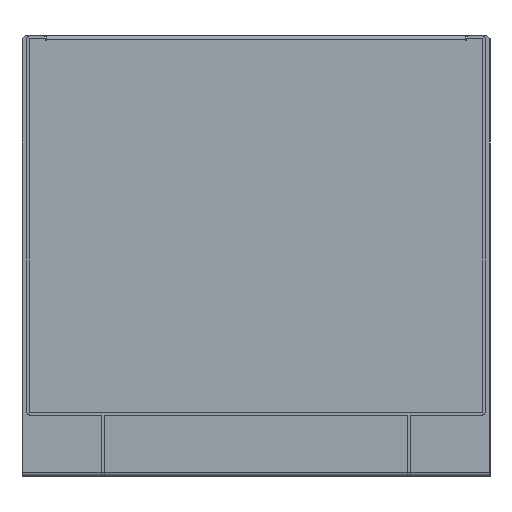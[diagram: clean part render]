
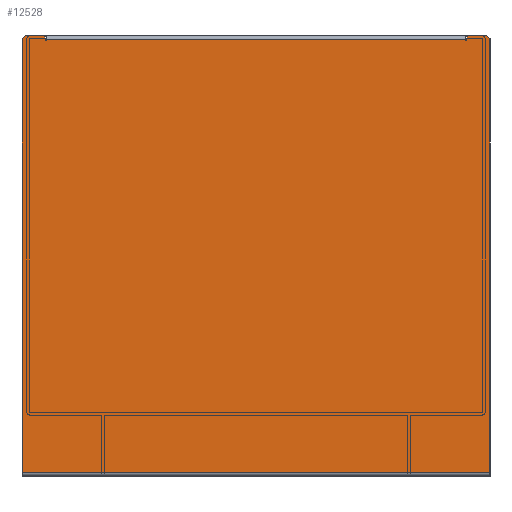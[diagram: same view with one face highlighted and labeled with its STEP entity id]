
A CAD part, left-side view. The second image highlights one B-rep face of the part: STEP entity #12528.
In plain terms, the highlighted planar face has unit normal (-1, 0, 0).
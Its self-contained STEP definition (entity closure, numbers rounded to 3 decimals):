
#796=ORIENTED_EDGE('',*,*,#3017,.T.);
#797=ORIENTED_EDGE('',*,*,#3018,.T.);
#798=ORIENTED_EDGE('',*,*,#3019,.T.);
#799=ORIENTED_EDGE('',*,*,#3020,.T.);
#800=ORIENTED_EDGE('',*,*,#3021,.T.);
#801=ORIENTED_EDGE('',*,*,#3022,.T.);
#802=ORIENTED_EDGE('',*,*,#3023,.T.);
#803=ORIENTED_EDGE('',*,*,#3024,.F.);
#804=ORIENTED_EDGE('',*,*,#3025,.F.);
#805=ORIENTED_EDGE('',*,*,#3026,.F.);
#806=ORIENTED_EDGE('',*,*,#3027,.T.);
#807=ORIENTED_EDGE('',*,*,#3028,.F.);
#808=ORIENTED_EDGE('',*,*,#3029,.F.);
#809=ORIENTED_EDGE('',*,*,#3030,.F.);
#3017=EDGE_CURVE('',#4141,#4142,#4924,.T.);
#3018=EDGE_CURVE('',#4142,#4143,#4925,.T.);
#3019=EDGE_CURVE('',#4143,#4144,#4926,.T.);
#3020=EDGE_CURVE('',#4144,#4145,#4927,.T.);
#3021=EDGE_CURVE('',#4145,#4146,#4928,.T.);
#3022=EDGE_CURVE('',#4146,#4147,#4929,.T.);
#3023=EDGE_CURVE('',#4147,#4148,#4930,.T.);
#3024=EDGE_CURVE('',#4149,#4148,#4931,.T.);
#3025=EDGE_CURVE('',#4150,#4149,#4932,.T.);
#3026=EDGE_CURVE('',#4151,#4150,#4933,.T.);
#3027=EDGE_CURVE('',#4151,#4152,#4934,.T.);
#3028=EDGE_CURVE('',#4153,#4152,#4935,.T.);
#3029=EDGE_CURVE('',#4154,#4153,#4936,.T.);
#3030=EDGE_CURVE('',#4141,#4154,#4937,.T.);
#4141=VERTEX_POINT('',#16813);
#4142=VERTEX_POINT('',#16814);
#4143=VERTEX_POINT('',#16816);
#4144=VERTEX_POINT('',#16818);
#4145=VERTEX_POINT('',#16820);
#4146=VERTEX_POINT('',#16822);
#4147=VERTEX_POINT('',#16824);
#4148=VERTEX_POINT('',#16826);
#4149=VERTEX_POINT('',#16828);
#4150=VERTEX_POINT('',#16830);
#4151=VERTEX_POINT('',#16832);
#4152=VERTEX_POINT('',#16834);
#4153=VERTEX_POINT('',#16836);
#4154=VERTEX_POINT('',#16838);
#4924=LINE('',#16812,#5968);
#4925=LINE('',#16815,#5969);
#4926=LINE('',#16817,#5970);
#4927=LINE('',#16819,#5971);
#4928=LINE('',#16821,#5972);
#4929=LINE('',#16823,#5973);
#4930=LINE('',#16825,#5974);
#4931=LINE('',#16827,#5975);
#4932=LINE('',#16829,#5976);
#4933=LINE('',#16831,#5977);
#4934=LINE('',#16833,#5978);
#4935=LINE('',#16835,#5979);
#4936=LINE('',#16837,#5980);
#4937=LINE('',#16839,#5981);
#5968=VECTOR('',#14284,1000.);
#5969=VECTOR('',#14285,1000.);
#5970=VECTOR('',#14286,1000.);
#5971=VECTOR('',#14287,1000.);
#5972=VECTOR('',#14288,1000.);
#5973=VECTOR('',#14289,1000.);
#5974=VECTOR('',#14290,1000.);
#5975=VECTOR('',#14291,1000.);
#5976=VECTOR('',#14292,1000.);
#5977=VECTOR('',#14293,1000.);
#5978=VECTOR('',#14294,1000.);
#5979=VECTOR('',#14295,1000.);
#5980=VECTOR('',#14296,1000.);
#5981=VECTOR('',#14297,1000.);
#6906=EDGE_LOOP('',(#796,#797,#798,#799,#800,#801,#802,#803,#804,#805,#806,
#807,#808,#809));
#7572=FACE_BOUND('',#6906,.T.);
#8190=PLANE('',#13140);
#12528=ADVANCED_FACE('',(#7572),#8190,.F.);
#13140=AXIS2_PLACEMENT_3D('',#16811,#14282,#14283);
#14282=DIRECTION('',(1.,0.,0.));
#14283=DIRECTION('',(0.,0.,-1.));
#14284=DIRECTION('',(0.,1.,0.));
#14285=DIRECTION('',(0.,0.707,-0.707));
#14286=DIRECTION('',(0.,0.,-1.));
#14287=DIRECTION('',(0.,-1.,0.));
#14288=DIRECTION('',(0.,0.,1.));
#14289=DIRECTION('',(0.,0.707,0.707));
#14290=DIRECTION('',(0.,1.,0.));
#14291=DIRECTION('',(0.,0.,1.));
#14292=DIRECTION('',(0.,-1.,0.));
#14293=DIRECTION('',(0.,0.,-1.));
#14294=DIRECTION('',(0.,1.,0.));
#14295=DIRECTION('',(0.,0.,1.));
#14296=DIRECTION('',(0.,-1.,0.));
#14297=DIRECTION('',(0.,0.,-1.));
#16811=CARTESIAN_POINT('',(-630.,0.,0.));
#16812=CARTESIAN_POINT('',(-630.,382.5,620.));
#16813=CARTESIAN_POINT('',(-630.,344.5,620.));
#16814=CARTESIAN_POINT('',(-630.,377.5,620.));
#16815=CARTESIAN_POINT('',(-630.,377.5,620.));
#16816=CARTESIAN_POINT('',(-630.,382.5,615.));
#16817=CARTESIAN_POINT('',(-630.,382.5,620.));
#16818=CARTESIAN_POINT('',(-630.,382.5,-94.));
#16819=CARTESIAN_POINT('',(-630.,382.5,-94.));
#16820=CARTESIAN_POINT('',(-630.,-382.5,-94.));
#16821=CARTESIAN_POINT('',(-630.,-382.5,620.));
#16822=CARTESIAN_POINT('',(-630.,-382.5,615.));
#16823=CARTESIAN_POINT('',(-630.,-382.5,615.));
#16824=CARTESIAN_POINT('',(-630.,-377.5,620.));
#16825=CARTESIAN_POINT('',(-630.,382.5,620.));
#16826=CARTESIAN_POINT('',(-630.,-344.5,620.));
#16827=CARTESIAN_POINT('',(-630.,-344.5,0.));
#16828=CARTESIAN_POINT('',(-630.,-344.5,612.));
#16829=CARTESIAN_POINT('',(-630.,0.,612.));
#16830=CARTESIAN_POINT('',(-630.,-342.5,612.));
#16831=CARTESIAN_POINT('',(-630.,-342.5,0.));
#16832=CARTESIAN_POINT('',(-630.,-342.5,614.));
#16833=CARTESIAN_POINT('',(-630.,-342.5,614.));
#16834=CARTESIAN_POINT('',(-630.,342.5,614.));
#16835=CARTESIAN_POINT('',(-630.,342.5,0.));
#16836=CARTESIAN_POINT('',(-630.,342.5,612.));
#16837=CARTESIAN_POINT('',(-630.,0.,612.));
#16838=CARTESIAN_POINT('',(-630.,344.5,612.));
#16839=CARTESIAN_POINT('',(-630.,344.5,0.));
